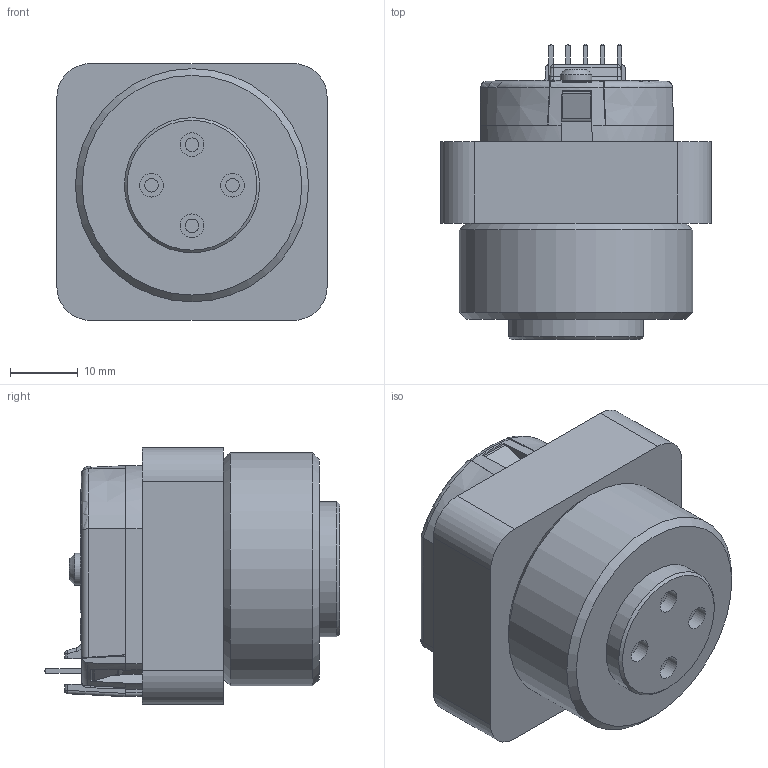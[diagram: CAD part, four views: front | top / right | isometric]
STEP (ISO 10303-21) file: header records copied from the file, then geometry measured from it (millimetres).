
FILE_DESCRIPTION(/* description */ (''),/* implementation_level */ '2;1');
FILE_NAME(/* name */ 'newInterface v1.step',/* time_stamp */ '2020-12-26T21:10:16+01:00',/* author */ (''),/* organization */ (''),/* preprocessor_version */ 'ST-DEVELOPER v18.1',/* originating_system */ 'Autodesk Translation Framework v9.3.0.1241',/* authorisation */ '');
FILE_SCHEMA (('AUTOMOTIVE_DESIGN { 1 0 10303 214 3 1 1 }'));
Products named in the file (15): newInterface; Component1; ipower?; CUI_DEVICES_AMT103-D2048-I5000-S; AMT-Sleeve-REV-D_5 mm; AMT-Hub-Top-REV-D1; AMT-Hub-Bottom-REV-B; AMT10X-Shaft-Adaptor-REV-E; Receiver-board; Rotor-board-REV F; Transmitter-board AMT10_AMT-103; AMT-103-Base-REV-K; AMT-103-Top-Cover-REV-H; 92095A181; Component3
Assembly tree (17 placements, depth 3):
  newInterface
    Component1
    ipower?
    CUI_DEVICES_AMT103-D2048-I5000-S
      AMT-Sleeve-REV-D_5 mm
      AMT-Hub-Top-REV-D1
      AMT-Hub-Bottom-REV-B
      AMT10X-Shaft-Adaptor-REV-E
      Receiver-board
      Rotor-board-REV F
      Transmitter-board AMT10_AMT-103
      AMT-103-Base-REV-K
      AMT-103-Top-Cover-REV-H
    92095A181  x4
    Component3
Bounding box: 40 x 43.69 x 38 mm (x, y, z)
Volume: 35635.4 mm3; surface area: 22674.5 mm2
Topology: 32 solids, 32 shells, 1710 faces, 4561 edges, 2962 vertices
Faces by surface type: plane 991, cylinder 404, cone 188, bspline 105, torus 14, sphere 8
Full cylindrical faces by diameter (mm): 0.66 x2, 1 x3, 1.05 x5, 1.446 x1, 1.5 x4, 1.55 x2, 1.6 x4, 1.674 x10, 1.7 x2, 1.984 x1, 2 x13, 2.35 x64, 2.5 x2, 2.95 x2, 3 x67, 3.4 x4, 3.5 x4, 4.1 x2, 4.7 x1, 5 x1, 5.7 x4, 6 x1, 6.5 x4, 10.5 x1, 11.8 x1, 12.6 x1, 13 x1, 13.02 x1, 13.4 x1, 14.5 x1
Entity records: 56587 total; most frequent: CARTESIAN_POINT 17783, ORIENTED_EDGE 8222, DIRECTION 7484, EDGE_CURVE 4111, VERTEX_POINT 2677, LINE 2634, VECTOR 2634, AXIS2_PLACEMENT_3D 2425
